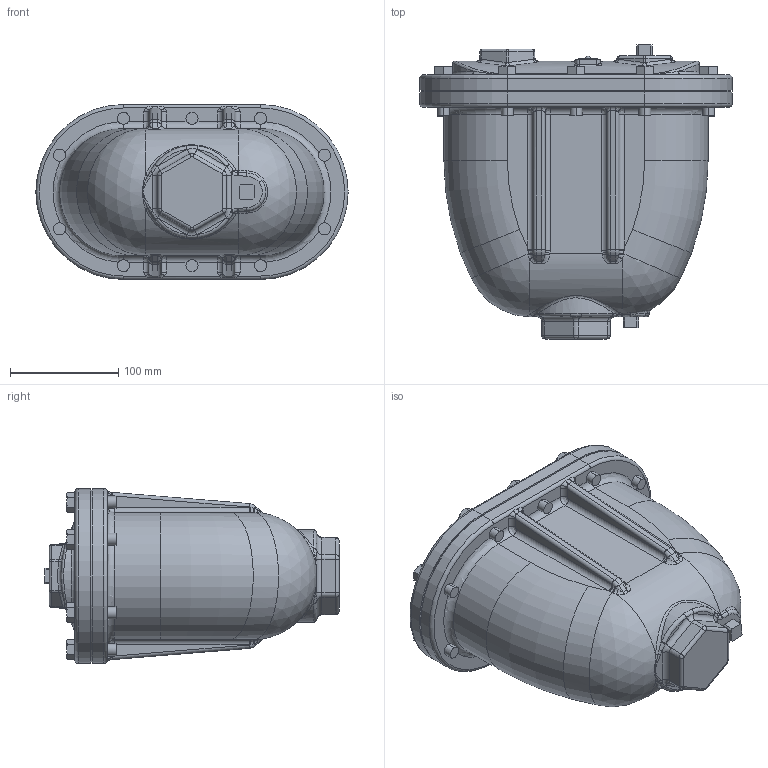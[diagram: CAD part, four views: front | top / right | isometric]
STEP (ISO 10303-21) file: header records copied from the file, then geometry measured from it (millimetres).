
FILE_DESCRIPTION((''),'2;1');
FILE_NAME('201C_SW0002','2023-09-14T09:21:58',('tbuffington'),(''),'CREO PARAMETRIC BY PTC INC, 2023072','CREO PARAMETRIC BY PTC INC, 2023072','');
FILE_SCHEMA(('AUTOMOTIVE_DESIGN { 1 0 10303 214 1 1 1 1 }'));
Length unit declared in the file: inch
Products named in the file (1): 201C_SW0002
Bounding box: 288.93 x 272.14 x 161.93 mm (x, y, z)
Volume: 5951053.9 mm3; surface area: 227482.2 mm2
Topology: 1 solids, 1 shells, 564 faces, 1315 edges, 770 vertices
Faces by surface type: plane 170, cylinder 150, bspline 129, cone 60, torus 37, sphere 18
Entity records: 26086 total; most frequent: CARTESIAN_POINT 12737, ORIENTED_EDGE 2622, DIRECTION 2291, COLOUR_RGB 1328, EDGE_CURVE 1311, AXIS2_PLACEMENT_3D 919, VERTEX_POINT 770, EDGE_LOOP 585
